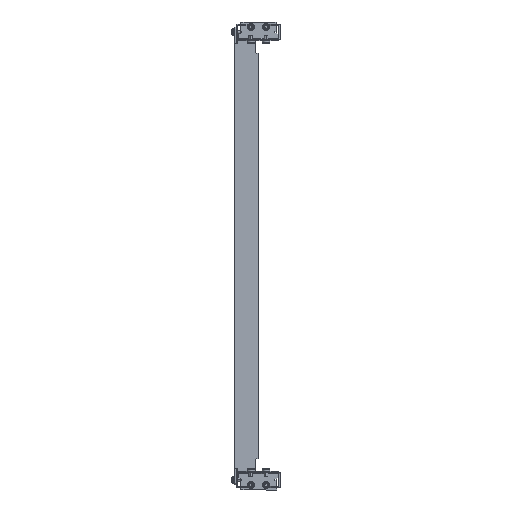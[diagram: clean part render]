
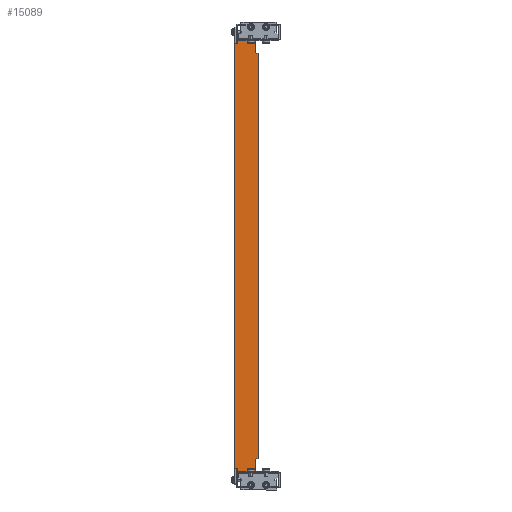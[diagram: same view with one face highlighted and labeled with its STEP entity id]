
A CAD part, left-side view. The second image highlights one B-rep face of the part: STEP entity #15089.
In plain terms, the highlighted planar face has unit normal (-1, 0, 0).
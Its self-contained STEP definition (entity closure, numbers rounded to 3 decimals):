
#287 = CARTESIAN_POINT ( 'NONE',  ( -264.989, -33., -479. ) ) ;
#407 = CARTESIAN_POINT ( 'NONE',  ( -264.989, -19., -732.25 ) ) ;
#2020 = CARTESIAN_POINT ( 'NONE',  ( -264.989, 0., -479. ) ) ;
#2048 = CARTESIAN_POINT ( 'NONE',  ( -264.989, -38., -47.75 ) ) ;
#2360 = VERTEX_POINT ( 'NONE', #24737 ) ;
#2445 = LINE ( 'NONE', #53574, #20246 ) ;
#2632 = ORIENTED_EDGE ( 'NONE', *, *, #48938, .T. ) ;
#2684 = VERTEX_POINT ( 'NONE', #55033 ) ;
#2787 = EDGE_CURVE ( 'NONE', #50498, #10452, #16726, .T. ) ;
#3268 = VECTOR ( 'NONE', #39368, 1000. ) ;
#4417 = CARTESIAN_POINT ( 'NONE',  ( -264.989, -33., -30.75 ) ) ;
#5768 = AXIS2_PLACEMENT_3D ( 'NONE', #12625, #42258, #29705 ) ;
#6213 = EDGE_CURVE ( 'NONE', #2684, #21997, #2445, .T. ) ;
#6257 = CARTESIAN_POINT ( 'NONE',  ( -264.989, -37.127, -47.528 ) ) ;
#6672 = CARTESIAN_POINT ( 'NONE',  ( -264.989, -5., -727.25 ) ) ;
#7899 = VECTOR ( 'NONE', #27920, 1000. ) ;
#8183 = FACE_OUTER_BOUND ( 'NONE', #37827, .T. ) ;
#8722 = ORIENTED_EDGE ( 'NONE', *, *, #25311, .T. ) ;
#8776 = LINE ( 'NONE', #38938, #11432 ) ;
#9080 = DIRECTION ( 'NONE',  ( 0., 1., 0. ) ) ;
#9502 = CARTESIAN_POINT ( 'NONE',  ( -264.989, -33., -45.75 ) ) ;
#10000 = CARTESIAN_POINT ( 'NONE',  ( -264.989, -5., -727.25 ) ) ;
#10452 = VERTEX_POINT ( 'NONE', #39532 ) ;
#10819 = LINE ( 'NONE', #35446, #45580 ) ;
#11432 = VECTOR ( 'NONE', #33934, 1000. ) ;
#11999 = ORIENTED_EDGE ( 'NONE', *, *, #35996, .F. ) ;
#12303 = CARTESIAN_POINT ( 'NONE',  ( -264.989, -36.273, -710.751 ) ) ;
#12568 = DIRECTION ( 'NONE',  ( 0., 0., 1. ) ) ;
#12625 = CARTESIAN_POINT ( 'NONE',  ( -264.989, -19., -479. ) ) ;
#12722 = EDGE_CURVE ( 'NONE', #50498, #47847, #15565, .T. ) ;
#13126 = CARTESIAN_POINT ( 'NONE',  ( -264.989, -33., -712.25 ) ) ;
#13402 = LINE ( 'NONE', #47523, #38876 ) ;
#13420 = CARTESIAN_POINT ( 'NONE',  ( -264.989, -33., -30.75 ) ) ;
#13695 = DIRECTION ( 'NONE',  ( 0., 0., 1. ) ) ;
#14040 = CARTESIAN_POINT ( 'NONE',  ( -264.989, -33.802, -46.159 ) ) ;
#15089 = ADVANCED_FACE ( 'NONE', ( #8183 ), #25249, .F. ) ;
#15303 = VECTOR ( 'NONE', #13695, 1000. ) ;
#15565 = LINE ( 'NONE', #6672, #7899 ) ;
#15717 = ORIENTED_EDGE ( 'NONE', *, *, #32991, .F. ) ;
#15879 = VECTOR ( 'NONE', #36117, 1000. ) ;
#15972 = ORIENTED_EDGE ( 'NONE', *, *, #40748, .F. ) ;
#16726 = LINE ( 'NONE', #17006, #3268 ) ;
#17006 = CARTESIAN_POINT ( 'NONE',  ( -264.989, -19., -727.25 ) ) ;
#17456 = ORIENTED_EDGE ( 'NONE', *, *, #47024, .F. ) ;
#17915 = DIRECTION ( 'NONE',  ( 0., -1., 0. ) ) ;
#19086 = ORIENTED_EDGE ( 'NONE', *, *, #37486, .F. ) ;
#19954 = CARTESIAN_POINT ( 'NONE',  ( -264.989, -38., -47.75 ) ) ;
#20246 = VECTOR ( 'NONE', #32341, 1000. ) ;
#21014 = LINE ( 'NONE', #21574, #37318 ) ;
#21574 = CARTESIAN_POINT ( 'NONE',  ( -264.989, -19., -25.75 ) ) ;
#21622 = CARTESIAN_POINT ( 'NONE',  ( -264.989, -38., -479. ) ) ;
#21997 = VERTEX_POINT ( 'NONE', #51130 ) ;
#22447 = CARTESIAN_POINT ( 'NONE',  ( -264.989, -5., -30.75 ) ) ;
#23030 = VECTOR ( 'NONE', #9080, 1000. ) ;
#24737 = CARTESIAN_POINT ( 'NONE',  ( -264.989, -38., -710.25 ) ) ;
#25215 = ORIENTED_EDGE ( 'NONE', *, *, #29783, .T. ) ;
#25249 = PLANE ( 'NONE',  #5768 ) ;
#25311 = EDGE_CURVE ( 'NONE', #48540, #41741, #8776, .T. ) ;
#25394 = CARTESIAN_POINT ( 'NONE',  ( -264.989, -33., -25.75 ) ) ;
#25780 = LINE ( 'NONE', #13420, #15303 ) ;
#26029 = CARTESIAN_POINT ( 'NONE',  ( -264.989, -37.127, -710.472 ) ) ;
#26293 = DIRECTION ( 'NONE',  ( 0., 0., 1. ) ) ;
#26743 = EDGE_CURVE ( 'NONE', #2684, #32935, #54780, .T. ) ;
#27920 = DIRECTION ( 'NONE',  ( 0., 0., -1. ) ) ;
#28427 = CARTESIAN_POINT ( 'NONE',  ( -264.989, -5., -732.25 ) ) ;
#28660 = VECTOR ( 'NONE', #42563, 1000. ) ;
#29705 = DIRECTION ( 'NONE',  ( 0., -1., 0. ) ) ;
#29783 = EDGE_CURVE ( 'NONE', #54957, #47564, #25780, .T. ) ;
#31662 = CARTESIAN_POINT ( 'NONE',  ( -264.989, -34.606, -46.563 ) ) ;
#31880 = CARTESIAN_POINT ( 'NONE',  ( -264.989, -5., -25.75 ) ) ;
#32341 = DIRECTION ( 'NONE',  ( 0., 0., -1. ) ) ;
#32547 = ORIENTED_EDGE ( 'NONE', *, *, #47492, .T. ) ;
#32935 = VERTEX_POINT ( 'NONE', #48356 ) ;
#32991 = EDGE_CURVE ( 'NONE', #48540, #42784, #13402, .T. ) ;
#33934 = DIRECTION ( 'NONE',  ( 0., 1., 0. ) ) ;
#34762 = VECTOR ( 'NONE', #12568, 1000. ) ;
#35446 = CARTESIAN_POINT ( 'NONE',  ( -264.989, -33., -479. ) ) ;
#35996 = EDGE_CURVE ( 'NONE', #54616, #48264, #54041, .T. ) ;
#36117 = DIRECTION ( 'NONE',  ( 0., 0., -1. ) ) ;
#37311 = ORIENTED_EDGE ( 'NONE', *, *, #12722, .T. ) ;
#37318 = VECTOR ( 'NONE', #17915, 1000. ) ;
#37486 = EDGE_CURVE ( 'NONE', #42784, #47564, #21014, .T. ) ;
#37827 = EDGE_LOOP ( 'NONE', ( #40103, #25215, #19086, #15717, #8722, #32547, #51358, #37311, #17456, #43204, #47142, #2632, #15972, #11999 ) ) ;
#38691 = LINE ( 'NONE', #407, #23030 ) ;
#38876 = VECTOR ( 'NONE', #26293, 1000. ) ;
#38938 = CARTESIAN_POINT ( 'NONE',  ( -264.989, -5., -30.75 ) ) ;
#39368 = DIRECTION ( 'NONE',  ( 0., 1., 0. ) ) ;
#39532 = CARTESIAN_POINT ( 'NONE',  ( -264.989, 0., -727.25 ) ) ;
#40103 = ORIENTED_EDGE ( 'NONE', *, *, #50485, .T. ) ;
#40748 = EDGE_CURVE ( 'NONE', #48264, #2360, #47330, .T. ) ;
#41741 = VERTEX_POINT ( 'NONE', #48862 ) ;
#42258 = DIRECTION ( 'NONE',  ( 1., 0., 0. ) ) ;
#42563 = DIRECTION ( 'NONE',  ( 0., 0., -1. ) ) ;
#42784 = VERTEX_POINT ( 'NONE', #31880 ) ;
#43039 = CARTESIAN_POINT ( 'NONE',  ( -264.989, -38., -710.25 ) ) ;
#43204 = ORIENTED_EDGE ( 'NONE', *, *, #6213, .F. ) ;
#43810 = B_SPLINE_CURVE_WITH_KNOTS ( 'NONE', 3,
 ( #13126, #50604, #47258, #12303, #26029, #43039 ),
 .UNSPECIFIED., .F., .F.,
 ( 4, 2, 4 ),
 ( 0.011, 0.014, 0.017 ),
 .UNSPECIFIED. ) ;
#45580 = VECTOR ( 'NONE', #53028, 1000. ) ;
#47024 = EDGE_CURVE ( 'NONE', #21997, #47847, #38691, .T. ) ;
#47142 = ORIENTED_EDGE ( 'NONE', *, *, #26743, .T. ) ;
#47258 = CARTESIAN_POINT ( 'NONE',  ( -264.989, -34.606, -711.437 ) ) ;
#47330 = LINE ( 'NONE', #21622, #28660 ) ;
#47492 = EDGE_CURVE ( 'NONE', #41741, #10452, #50518, .T. ) ;
#47523 = CARTESIAN_POINT ( 'NONE',  ( -264.989, -5., -479. ) ) ;
#47564 = VERTEX_POINT ( 'NONE', #25394 ) ;
#47847 = VERTEX_POINT ( 'NONE', #28427 ) ;
#48175 = CARTESIAN_POINT ( 'NONE',  ( -264.989, -36.273, -47.249 ) ) ;
#48264 = VERTEX_POINT ( 'NONE', #19954 ) ;
#48356 = CARTESIAN_POINT ( 'NONE',  ( -264.989, -33., -712.25 ) ) ;
#48540 = VERTEX_POINT ( 'NONE', #22447 ) ;
#48862 = CARTESIAN_POINT ( 'NONE',  ( -264.989, 0., -30.75 ) ) ;
#48938 = EDGE_CURVE ( 'NONE', #32935, #2360, #43810, .T. ) ;
#50485 = EDGE_CURVE ( 'NONE', #54616, #54957, #10819, .T. ) ;
#50498 = VERTEX_POINT ( 'NONE', #10000 ) ;
#50518 = LINE ( 'NONE', #2020, #15879 ) ;
#50604 = CARTESIAN_POINT ( 'NONE',  ( -264.989, -33.802, -711.841 ) ) ;
#51130 = CARTESIAN_POINT ( 'NONE',  ( -264.989, -33., -732.25 ) ) ;
#51358 = ORIENTED_EDGE ( 'NONE', *, *, #2787, .F. ) ;
#52358 = CARTESIAN_POINT ( 'NONE',  ( -264.989, -33., -45.75 ) ) ;
#53028 = DIRECTION ( 'NONE',  ( 0., 0., 1. ) ) ;
#53574 = CARTESIAN_POINT ( 'NONE',  ( -264.989, -33., -479. ) ) ;
#54041 = B_SPLINE_CURVE_WITH_KNOTS ( 'NONE', 3,
 ( #52358, #14040, #31662, #48175, #6257, #2048 ),
 .UNSPECIFIED., .F., .F.,
 ( 4, 2, 4 ),
 ( 0.011, 0.014, 0.017 ),
 .UNSPECIFIED. ) ;
#54616 = VERTEX_POINT ( 'NONE', #9502 ) ;
#54780 = LINE ( 'NONE', #287, #34762 ) ;
#54957 = VERTEX_POINT ( 'NONE', #4417 ) ;
#55033 = CARTESIAN_POINT ( 'NONE',  ( -264.989, -33., -727.25 ) ) ;
